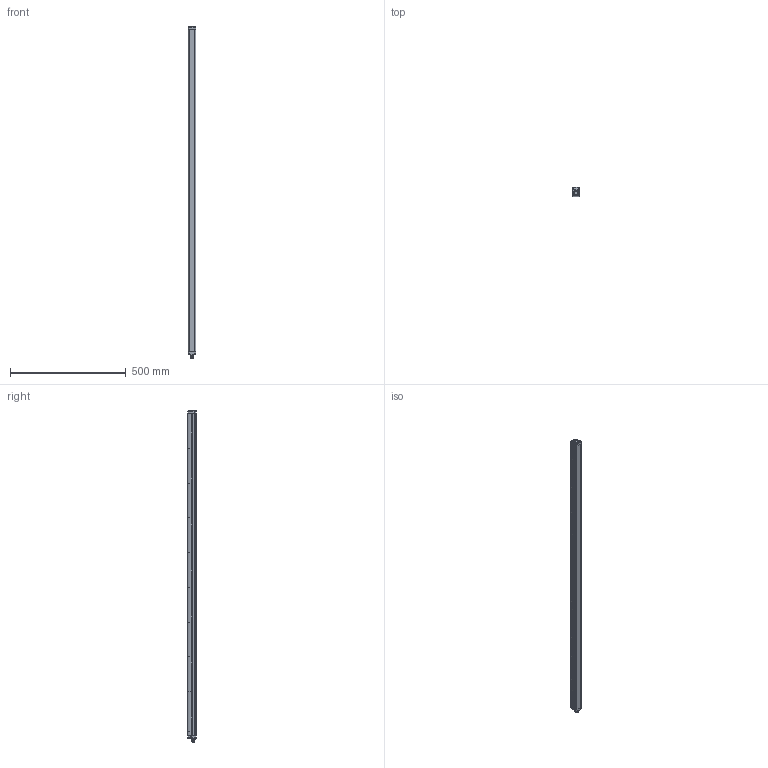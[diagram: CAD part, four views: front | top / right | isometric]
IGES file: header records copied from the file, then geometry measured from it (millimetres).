
Global section: file name: DSD-0177.igs; preprocessor: I-DEAS 3D IGES Translator 11; date: 20080609.164220; units: millimetre
Bounding box: 32.3 x 36.9 x 1432.84 mm (x, y, z)
Volume: 1435820.2 mm3; surface area: 333527.8 mm2
Topology: 11 solids, 11 shells, 1666 faces, 6844 edges, 5590 vertices
Faces by surface type: bspline 1666
